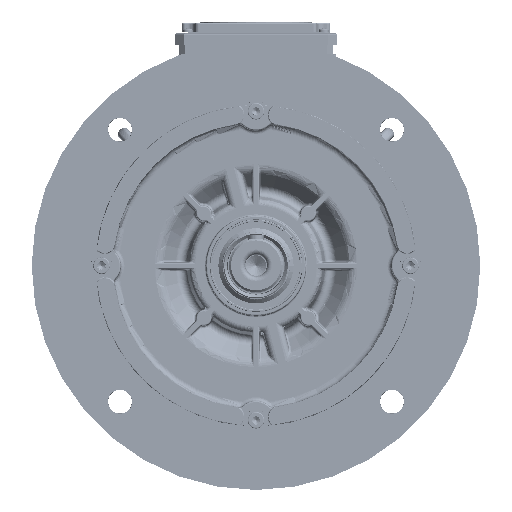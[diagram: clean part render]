
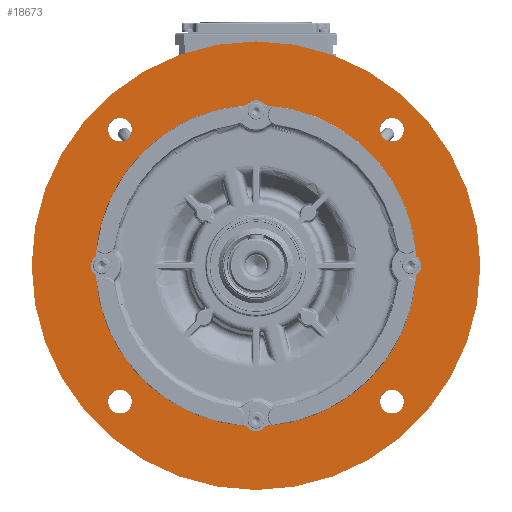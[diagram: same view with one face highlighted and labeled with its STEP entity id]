
A CAD part, top view. The second image highlights one B-rep face of the part: STEP entity #18673.
In plain terms, the highlighted planar face has unit normal (0, 0, 1).
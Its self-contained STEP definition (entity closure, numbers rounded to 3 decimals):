
#7342=FACE_BOUND('',#34417,.T.);
#7343=FACE_BOUND('',#34418,.T.);
#7344=FACE_BOUND('',#34419,.T.);
#7345=FACE_BOUND('',#34420,.T.);
#7346=FACE_BOUND('',#34421,.T.);
#7347=FACE_BOUND('',#34422,.T.);
#12354=CIRCLE('',#138457,8.5);
#12362=CIRCLE('',#138469,8.5);
#12365=CIRCLE('',#138474,8.5);
#12366=CIRCLE('',#138476,174.948);
#12367=CIRCLE('',#138477,9.372);
#12368=CIRCLE('',#138478,9.372);
#12369=CIRCLE('',#138479,9.372);
#12370=CIRCLE('',#138480,9.372);
#12371=CIRCLE('',#138481,125.3);
#12372=CIRCLE('',#138482,8.5);
#12373=CIRCLE('',#138483,125.3);
#12374=CIRCLE('',#138484,125.3);
#12375=CIRCLE('',#138485,125.3);
#18673=ADVANCED_FACE('',(#7342,#7343,#7344,#7345,#7346,#7347),#21429,.F.);
#21429=PLANE('',#138486);
#34417=EDGE_LOOP('',(#79756));
#34418=EDGE_LOOP('',(#79757));
#34419=EDGE_LOOP('',(#79758));
#34420=EDGE_LOOP('',(#79759));
#34421=EDGE_LOOP('',(#79760));
#34422=EDGE_LOOP('',(#79761,#79762,#79763,#79764,#79765,#79766,#79767,#79768));
#79756=ORIENTED_EDGE('',*,*,#117844,.F.);
#79757=ORIENTED_EDGE('',*,*,#117845,.T.);
#79758=ORIENTED_EDGE('',*,*,#117846,.T.);
#79759=ORIENTED_EDGE('',*,*,#117847,.T.);
#79760=ORIENTED_EDGE('',*,*,#117848,.T.);
#79761=ORIENTED_EDGE('',*,*,#117841,.F.);
#79762=ORIENTED_EDGE('',*,*,#117849,.F.);
#79763=ORIENTED_EDGE('',*,*,#117850,.F.);
#79764=ORIENTED_EDGE('',*,*,#117851,.F.);
#79765=ORIENTED_EDGE('',*,*,#117834,.F.);
#79766=ORIENTED_EDGE('',*,*,#117852,.F.);
#79767=ORIENTED_EDGE('',*,*,#117819,.F.);
#79768=ORIENTED_EDGE('',*,*,#117853,.F.);
#97982=VERTEX_POINT('',#238088);
#97983=VERTEX_POINT('',#238090);
#97996=VERTEX_POINT('',#238142);
#97997=VERTEX_POINT('',#238144);
#98002=VERTEX_POINT('',#238163);
#98003=VERTEX_POINT('',#238165);
#98005=VERTEX_POINT('',#238174);
#98006=VERTEX_POINT('',#238176);
#98007=VERTEX_POINT('',#238178);
#98008=VERTEX_POINT('',#238180);
#98009=VERTEX_POINT('',#238182);
#98010=VERTEX_POINT('',#238184);
#98011=VERTEX_POINT('',#238186);
#117819=EDGE_CURVE('',#97982,#97983,#12354,.T.);
#117834=EDGE_CURVE('',#97996,#97997,#12362,.T.);
#117841=EDGE_CURVE('',#98002,#98003,#12365,.T.);
#117844=EDGE_CURVE('',#98005,#98005,#12366,.T.);
#117845=EDGE_CURVE('',#98006,#98006,#12367,.T.);
#117846=EDGE_CURVE('',#98007,#98007,#12368,.T.);
#117847=EDGE_CURVE('',#98008,#98008,#12369,.T.);
#117848=EDGE_CURVE('',#98009,#98009,#12370,.T.);
#117849=EDGE_CURVE('',#98010,#98002,#12371,.T.);
#117850=EDGE_CURVE('',#98011,#98010,#12372,.T.);
#117851=EDGE_CURVE('',#97997,#98011,#12373,.T.);
#117852=EDGE_CURVE('',#97983,#97996,#12374,.T.);
#117853=EDGE_CURVE('',#98003,#97982,#12375,.T.);
#138457=AXIS2_PLACEMENT_3D('',#238089,#168309,#168310);
#138469=AXIS2_PLACEMENT_3D('',#238143,#168335,#168336);
#138474=AXIS2_PLACEMENT_3D('',#238164,#168347,#168348);
#138476=AXIS2_PLACEMENT_3D('',#238173,#168352,#168353);
#138477=AXIS2_PLACEMENT_3D('',#238175,#168354,#168355);
#138478=AXIS2_PLACEMENT_3D('',#238177,#168356,#168357);
#138479=AXIS2_PLACEMENT_3D('',#238179,#168358,#168359);
#138480=AXIS2_PLACEMENT_3D('',#238181,#168360,#168361);
#138481=AXIS2_PLACEMENT_3D('',#238183,#168362,#168363);
#138482=AXIS2_PLACEMENT_3D('',#238185,#168364,#168365);
#138483=AXIS2_PLACEMENT_3D('',#238187,#168366,#168367);
#138484=AXIS2_PLACEMENT_3D('',#238188,#168368,#168369);
#138485=AXIS2_PLACEMENT_3D('',#238189,#168370,#168371);
#138486=AXIS2_PLACEMENT_3D('',#238190,#168372,#168373);
#168309=DIRECTION('',(0.,0.,1.));
#168310=DIRECTION('',(-1.,0.,0.));
#168335=DIRECTION('',(0.,0.,1.));
#168336=DIRECTION('',(-1.,0.,0.));
#168347=DIRECTION('',(0.,0.,1.));
#168348=DIRECTION('',(-1.,0.,0.));
#168352=DIRECTION('',(0.,0.,-1.));
#168353=DIRECTION('',(-1.,0.,0.));
#168354=DIRECTION('',(0.,0.,-1.));
#168355=DIRECTION('',(-1.,0.,0.));
#168356=DIRECTION('',(0.,0.,-1.));
#168357=DIRECTION('',(-1.,0.,0.));
#168358=DIRECTION('',(0.,0.,-1.));
#168359=DIRECTION('',(-1.,0.,0.));
#168360=DIRECTION('',(0.,0.,-1.));
#168361=DIRECTION('',(-1.,0.,0.));
#168362=DIRECTION('',(0.,0.,1.));
#168363=DIRECTION('',(-1.,0.,0.));
#168364=DIRECTION('',(0.,0.,1.));
#168365=DIRECTION('',(-1.,0.,0.));
#168366=DIRECTION('',(0.,0.,1.));
#168367=DIRECTION('',(-1.,0.,0.));
#168368=DIRECTION('',(0.,0.,1.));
#168369=DIRECTION('',(-1.,0.,0.));
#168370=DIRECTION('',(0.,0.,1.));
#168371=DIRECTION('',(-1.,0.,0.));
#168372=DIRECTION('',(0.,0.,-1.));
#168373=DIRECTION('',(-1.,0.,0.));
#238088=CARTESIAN_POINT('',(-7.15,-125.096,49.5));
#238089=CARTESIAN_POINT('',(0.,-120.5,49.5));
#238090=CARTESIAN_POINT('',(7.15,-125.096,49.5));
#238142=CARTESIAN_POINT('',(125.096,-7.15,49.5));
#238143=CARTESIAN_POINT('',(120.5,0.,49.5));
#238144=CARTESIAN_POINT('',(125.096,7.15,49.5));
#238163=CARTESIAN_POINT('',(-125.096,7.15,49.5));
#238164=CARTESIAN_POINT('',(-120.5,0.,49.5));
#238165=CARTESIAN_POINT('',(-125.096,-7.15,49.5));
#238173=CARTESIAN_POINT('',(0.,0.,49.5));
#238174=CARTESIAN_POINT('',(-174.948,0.,49.5));
#238175=CARTESIAN_POINT('',(106.066,-106.066,49.5));
#238176=CARTESIAN_POINT('',(96.694,-106.066,49.5));
#238177=CARTESIAN_POINT('',(106.066,106.066,49.5));
#238178=CARTESIAN_POINT('',(96.694,106.066,49.5));
#238179=CARTESIAN_POINT('',(-106.066,106.066,49.5));
#238180=CARTESIAN_POINT('',(-115.438,106.066,49.5));
#238181=CARTESIAN_POINT('',(-106.066,-106.066,49.5));
#238182=CARTESIAN_POINT('',(-115.438,-106.066,49.5));
#238183=CARTESIAN_POINT('',(0.,0.,49.5));
#238184=CARTESIAN_POINT('',(-7.15,125.096,49.5));
#238185=CARTESIAN_POINT('',(0.,120.5,49.5));
#238186=CARTESIAN_POINT('',(7.15,125.096,49.5));
#238187=CARTESIAN_POINT('',(0.,0.,49.5));
#238188=CARTESIAN_POINT('',(0.,0.,49.5));
#238189=CARTESIAN_POINT('',(0.,0.,49.5));
#238190=CARTESIAN_POINT('',(0.,-125.3,49.5));
